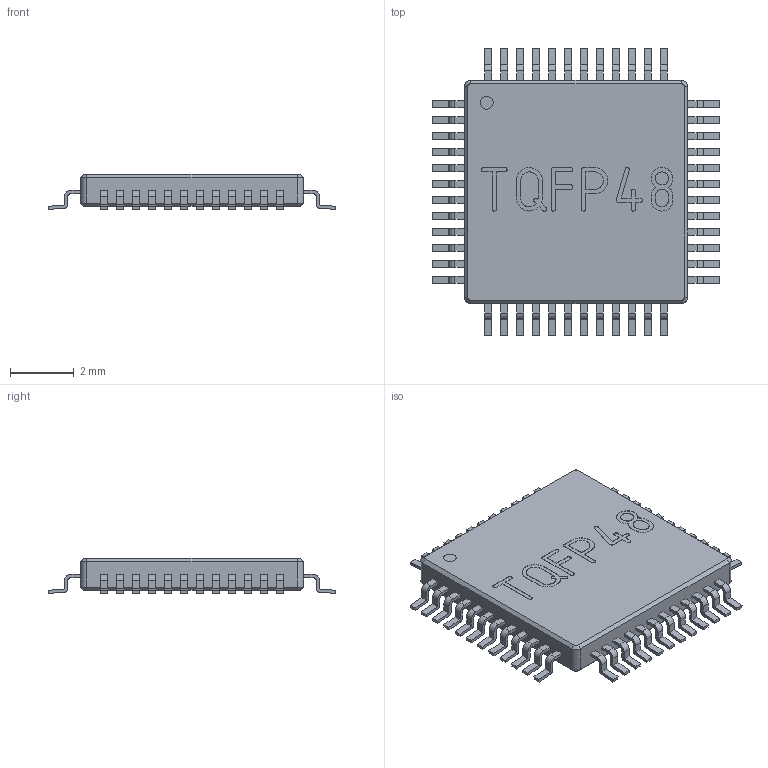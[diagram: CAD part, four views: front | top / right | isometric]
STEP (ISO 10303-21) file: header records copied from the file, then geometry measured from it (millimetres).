
FILE_DESCRIPTION (( 'STEP AP214' ), '1' );
FILE_NAME ('User Library-TQFP48.STEP', '2010-07-25T11:39:29', ( 'SysAdmin' ), ( 'SolidWorks' ), 'SwSTEP 2.0', 'SolidWorks 2010', '' );
FILE_SCHEMA (( 'AUTOMOTIVE_DESIGN' ));
Length unit declared in the file: millimetre
Products named in the file (1): User Library-TQFP48
Bounding box: 9.02 x 9.02 x 1.1 mm (x, y, z)
Volume: 50.1 mm3; surface area: 164.9 mm2
Topology: 1 solids, 1 shells, 718 faces, 1955 edges, 1298 vertices
Faces by surface type: plane 495, cylinder 150, bspline 65, cone 8
Entity records: 34415 total; most frequent: CARTESIAN_POINT 8451, ORIENTED_EDGE 3910, DIRECTION 3441, EDGE_CURVE 1955, LINE 1517, VECTOR 1517, VERTEX_POINT 1298, AXIS2_PLACEMENT_3D 962
